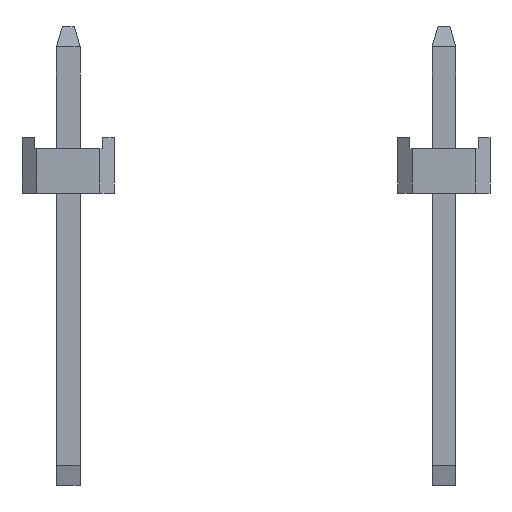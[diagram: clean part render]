
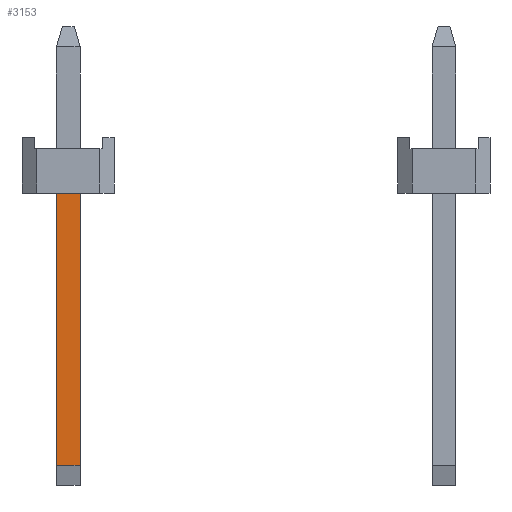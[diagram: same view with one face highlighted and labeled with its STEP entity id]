
A CAD part, front view. The second image highlights one B-rep face of the part: STEP entity #3153.
In plain terms, the highlighted planar face has unit normal (0, -1, 0).
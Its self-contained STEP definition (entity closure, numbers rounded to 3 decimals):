
#3073 = VERTEX_POINT('',#3074);
#3074 = CARTESIAN_POINT('',(-5.397,-9.21,
    8.597));
#3105 = VERTEX_POINT('',#3106);
#3106 = CARTESIAN_POINT('',(-5.397,-9.21,
    1.243));
#3112 = EDGE_CURVE('',#3105,#3073,#3113,.T.);
#3113 = LINE('',#3114,#3115);
#3114 = CARTESIAN_POINT('',(-5.397,-9.21,
    6.637));
#3115 = VECTOR('',#3116,1.);
#3116 = DIRECTION('',(0.,0.,1.));
#3153 = ADVANCED_FACE('',(#3154),#3179,.T.);
#3154 = FACE_BOUND('',#3155,.T.);
#3155 = EDGE_LOOP('',(#3156,#3164,#3165,#3173));
#3156 = ORIENTED_EDGE('',*,*,#3157,.F.);
#3157 = EDGE_CURVE('',#3073,#3158,#3160,.T.);
#3158 = VERTEX_POINT('',#3159);
#3159 = CARTESIAN_POINT('',(-4.757,-9.21,
    8.597));
#3160 = LINE('',#3161,#3162);
#3161 = CARTESIAN_POINT('',(-4.828,-9.21,
    8.597));
#3162 = VECTOR('',#3163,1.);
#3163 = DIRECTION('',(1.,0.,0.));
#3164 = ORIENTED_EDGE('',*,*,#3112,.F.);
#3165 = ORIENTED_EDGE('',*,*,#3166,.F.);
#3166 = EDGE_CURVE('',#3167,#3105,#3169,.T.);
#3167 = VERTEX_POINT('',#3168);
#3168 = CARTESIAN_POINT('',(-4.757,-9.21,
    1.243));
#3169 = LINE('',#3170,#3171);
#3170 = CARTESIAN_POINT('',(-4.577,-9.21,
    1.243));
#3171 = VECTOR('',#3172,1.);
#3172 = DIRECTION('',(-1.,0.,0.));
#3173 = ORIENTED_EDGE('',*,*,#3174,.F.);
#3174 = EDGE_CURVE('',#3158,#3167,#3175,.T.);
#3175 = LINE('',#3176,#3177);
#3176 = CARTESIAN_POINT('',(-4.757,-9.21,
    6.637));
#3177 = VECTOR('',#3178,1.);
#3178 = DIRECTION('',(0.,0.,-1.));
#3179 = PLANE('',#3180);
#3180 = AXIS2_PLACEMENT_3D('',#3181,#3182,#3183);
#3181 = CARTESIAN_POINT('',(-4.577,-9.21,
    6.897));
#3182 = DIRECTION('',(0.,-1.,0.));
#3183 = DIRECTION('',(0.,0.,1.));
